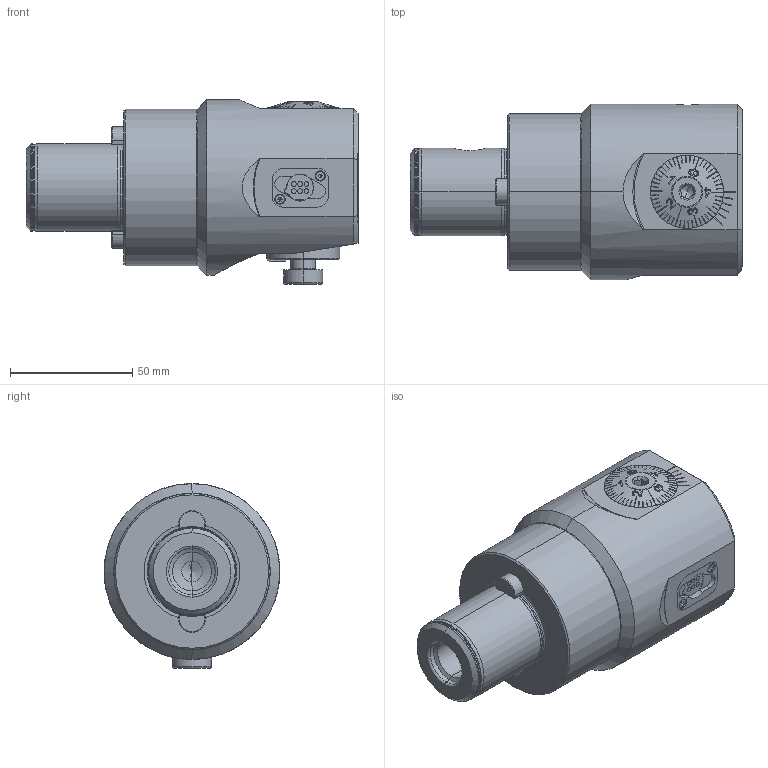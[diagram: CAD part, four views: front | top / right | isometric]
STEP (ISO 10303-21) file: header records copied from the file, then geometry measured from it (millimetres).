
FILE_DESCRIPTION (( 'STEP AP203' ), '1' );
FILE_NAME ('305.064.087.100.STEP', '2019-12-16T09:35:30', ( '' ), ( '' ), 'SwSTEP 2.0', 'SolidWorks 2017', '' );
FILE_SCHEMA (( 'CONFIG_CONTROL_DESIGN' ));
Length unit declared in the file: millimetre
Products named in the file (21): ISO 4026 - M10 x 16; Fxx-MAB.xxx.xxx_A_F72; 305.064.087.100; WCB-ER2.001.009_A; A55-BG2.012.006_B; DIN 3771 - 25x1.5; Fxx-BG7.DA1.0xx_B_F72; PEF-DA3.010.032_A_F72; F55-BG1.012.012_A; A55-BG3.011.033_A_gek〉zt; DIN 3771 - 13x1; ST6-ER2.001.012_A; ISO 4762 - M2 x 4; Klebstoff D10; F72-BG1.DA3.030_A; F72-BG2.014.020_B_mit Gewinde; F72-BG1.DA4.030; ST6-F72.DA3.100_A; A55-BG2.011.016_D; A55-BG2.013.005_C; DIN 7984 - M10 x 16
Assembly tree (22 placements, depth 3):
  305.064.087.100
    ST6-F72.DA3.100_A
    F72-BG1.DA4.030
      F72-BG1.DA3.030_A
      F55-BG1.012.012_A
      A55-BG2.011.016_D
      A55-BG2.013.005_C
      DIN 3771 - 25x1.5
      A55-BG2.012.006_B
      F72-BG2.014.020_B_mit Gewinde
      Fxx-MAB.xxx.xxx_A_F72
    A55-BG3.011.033_A_gek〉zt
    Klebstoff D10
    WCB-ER2.001.009_A
    DIN 7984 - M10 x 16
    Fxx-BG7.DA1.0xx_B_F72
    ISO 4762 - M2 x 4  x2
    PEF-DA3.010.032_A_F72
    DIN 3771 - 13x1
    ISO 4026 - M10 x 16
    ST6-ER2.001.012_A  x2
Bounding box: 136 x 72 x 75.66 mm (x, y, z)
Volume: 363219 mm3; surface area: 66767.5 mm2
Topology: 33 solids, 33 shells, 1063 faces, 2640 edges, 1651 vertices
Faces by surface type: plane 472, cylinder 244, cone 224, torus 86, bspline 35, sphere 2
Entity records: 35905 total; most frequent: CARTESIAN_POINT 10035, ORIENTED_EDGE 5032, DIRECTION 4757, EDGE_CURVE 2516, AXIS2_PLACEMENT_3D 1820, VERTEX_POINT 1592, LINE 1117, VECTOR 1117
